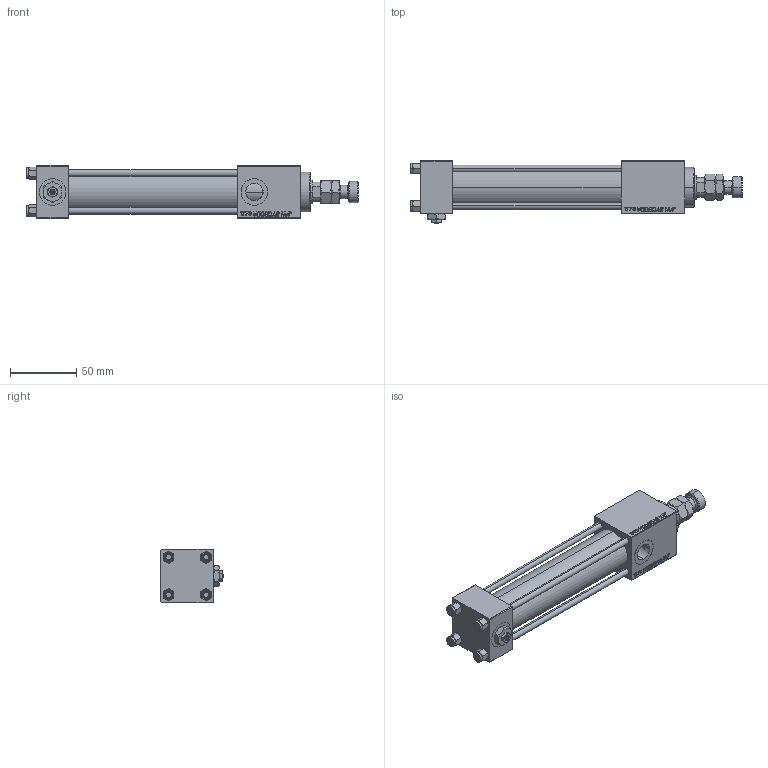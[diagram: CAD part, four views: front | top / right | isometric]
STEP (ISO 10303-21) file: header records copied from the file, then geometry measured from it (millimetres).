
FILE_DESCRIPTION (( 'STEP AP203' ), '1' );
FILE_NAME ('94fe.STEP', '2022-04-14T12:12:45', ( '' ), ( '' ), 'SwSTEP 2.0', 'SolidWorks 2019', '' );
FILE_SCHEMA (( 'CONFIG_CONTROL_DESIGN' ));
Length unit declared in the file: millimetre
Products named in the file (8): V215CR_C_Body 2c2bc1a1528d669964065c76183bc002; MFA 2c2bc1a1528d669964065c76183bc002; V215_VC_A 2c2bc1a1528d669964065c76183bc002; 94fe; V215CR_C_TYCINKA 2c2bc1a1528d669964065c76183bc002; Zatka_pro_OIL_PORT 2c2bc1a1528d669964065c76183bc002; V215CR_VCP_C 2c2bc1a1528d669964065c76183bc002; NUT_M5_C 2c2bc1a1528d669964065c76183bc002
Assembly tree (13 placements, depth 2):
  94fe
    V215CR_C_Body 2c2bc1a1528d669964065c76183bc002
    V215CR_VCP_C 2c2bc1a1528d669964065c76183bc002
    NUT_M5_C 2c2bc1a1528d669964065c76183bc002  x4
    V215CR_C_TYCINKA 2c2bc1a1528d669964065c76183bc002  x4
    V215_VC_A 2c2bc1a1528d669964065c76183bc002
    MFA 2c2bc1a1528d669964065c76183bc002
    Zatka_pro_OIL_PORT 2c2bc1a1528d669964065c76183bc002
Bounding box: 250 x 47 x 40 mm (x, y, z)
Volume: 201901.2 mm3; surface area: 83684 mm2
Topology: 13 solids, 13 shells, 1255 faces, 3104 edges, 1993 vertices
Faces by surface type: plane 565, bspline 392, cone 186, cylinder 100, torus 12
Entity records: 53574 total; most frequent: CARTESIAN_POINT 28095, ORIENTED_EDGE 5700, DIRECTION 3732, EDGE_CURVE 2850, VERTEX_POINT 1849, LINE 1656, VECTOR 1656, EDGE_LOOP 1267
